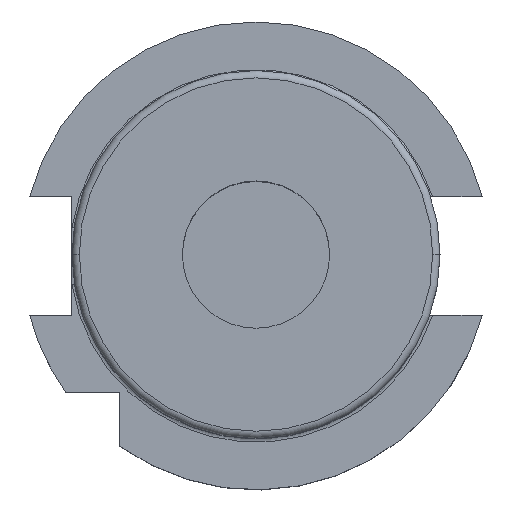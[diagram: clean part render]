
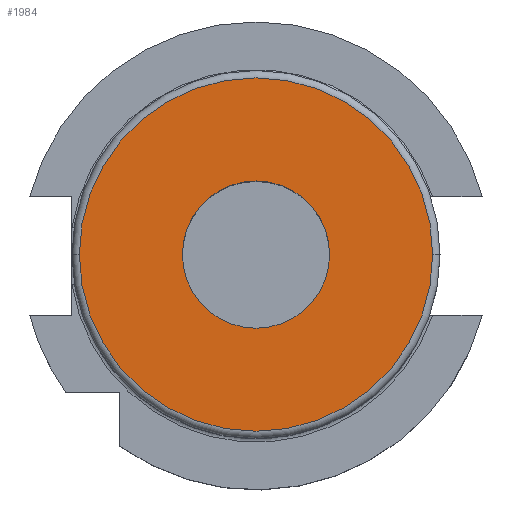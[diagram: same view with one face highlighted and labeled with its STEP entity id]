
A CAD part, top view. The second image highlights one B-rep face of the part: STEP entity #1984.
In plain terms, the highlighted planar face has unit normal (0, 0, 1).
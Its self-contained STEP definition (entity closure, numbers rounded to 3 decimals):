
#8 = EDGE_CURVE ( 'NONE', #794, #1211, #688, .T. ) ;
#41 = FACE_BOUND ( 'NONE', #1322, .T. ) ;
#119 = AXIS2_PLACEMENT_3D ( 'NONE', #1811, #565, #766 ) ;
#146 = CIRCLE ( 'NONE', #2040, 24. ) ;
#242 = CARTESIAN_POINT ( 'NONE',  ( 0., 25., 125. ) ) ;
#314 = ORIENTED_EDGE ( 'NONE', *, *, #953, .F. ) ;
#375 = DIRECTION ( 'NONE',  ( 0., 0., 1. ) ) ;
#421 = DIRECTION ( 'NONE',  ( 0., 0., 1. ) ) ;
#565 = DIRECTION ( 'NONE',  ( 0., 0., 1. ) ) ;
#616 = CARTESIAN_POINT ( 'NONE',  ( -24., 0., 125. ) ) ;
#688 = CIRCLE ( 'NONE', #119, 10. ) ;
#693 = FACE_OUTER_BOUND ( 'NONE', #1227, .T. ) ;
#751 = AXIS2_PLACEMENT_3D ( 'NONE', #1248, #1400, #1926 ) ;
#756 = DIRECTION ( 'NONE',  ( 1., 0., 0. ) ) ;
#766 = DIRECTION ( 'NONE',  ( 1., 0., 0. ) ) ;
#794 = VERTEX_POINT ( 'NONE', #1353 ) ;
#843 = ORIENTED_EDGE ( 'NONE', *, *, #900, .T. ) ;
#900 = EDGE_CURVE ( 'NONE', #1783, #2100, #146, .T. ) ;
#953 = EDGE_CURVE ( 'NONE', #1211, #794, #1940, .T. ) ;
#972 = DIRECTION ( 'NONE',  ( 0., 0., 1. ) ) ;
#1029 = ORIENTED_EDGE ( 'NONE', *, *, #2024, .T. ) ;
#1046 = AXIS2_PLACEMENT_3D ( 'NONE', #242, #421, #756 ) ;
#1211 = VERTEX_POINT ( 'NONE', #1659 ) ;
#1227 = EDGE_LOOP ( 'NONE', ( #843, #1029 ) ) ;
#1248 = CARTESIAN_POINT ( 'NONE',  ( 0., 0., 125. ) ) ;
#1257 = DIRECTION ( 'NONE',  ( 1., 0., 0. ) ) ;
#1322 = EDGE_LOOP ( 'NONE', ( #314, #2103 ) ) ;
#1353 = CARTESIAN_POINT ( 'NONE',  ( 10., 0., 125. ) ) ;
#1388 = CARTESIAN_POINT ( 'NONE',  ( 24., 0., 125. ) ) ;
#1400 = DIRECTION ( 'NONE',  ( 0., 0., 1. ) ) ;
#1573 = AXIS2_PLACEMENT_3D ( 'NONE', #1668, #972, #2013 ) ;
#1602 = CARTESIAN_POINT ( 'NONE',  ( 0., 0., 125. ) ) ;
#1659 = CARTESIAN_POINT ( 'NONE',  ( -10., 0., 125. ) ) ;
#1668 = CARTESIAN_POINT ( 'NONE',  ( 0., 0., 125. ) ) ;
#1725 = CIRCLE ( 'NONE', #1573, 24. ) ;
#1783 = VERTEX_POINT ( 'NONE', #1388 ) ;
#1811 = CARTESIAN_POINT ( 'NONE',  ( 0., 0., 125. ) ) ;
#1926 = DIRECTION ( 'NONE',  ( 1., 0., 0. ) ) ;
#1940 = CIRCLE ( 'NONE', #751, 10. ) ;
#1984 = ADVANCED_FACE ( 'NONE', ( #41, #693 ), #2169, .T. ) ;
#2013 = DIRECTION ( 'NONE',  ( 1., 0., 0. ) ) ;
#2024 = EDGE_CURVE ( 'NONE', #2100, #1783, #1725, .T. ) ;
#2040 = AXIS2_PLACEMENT_3D ( 'NONE', #1602, #375, #1257 ) ;
#2100 = VERTEX_POINT ( 'NONE', #616 ) ;
#2103 = ORIENTED_EDGE ( 'NONE', *, *, #8, .F. ) ;
#2169 = PLANE ( 'NONE',  #1046 ) ;
